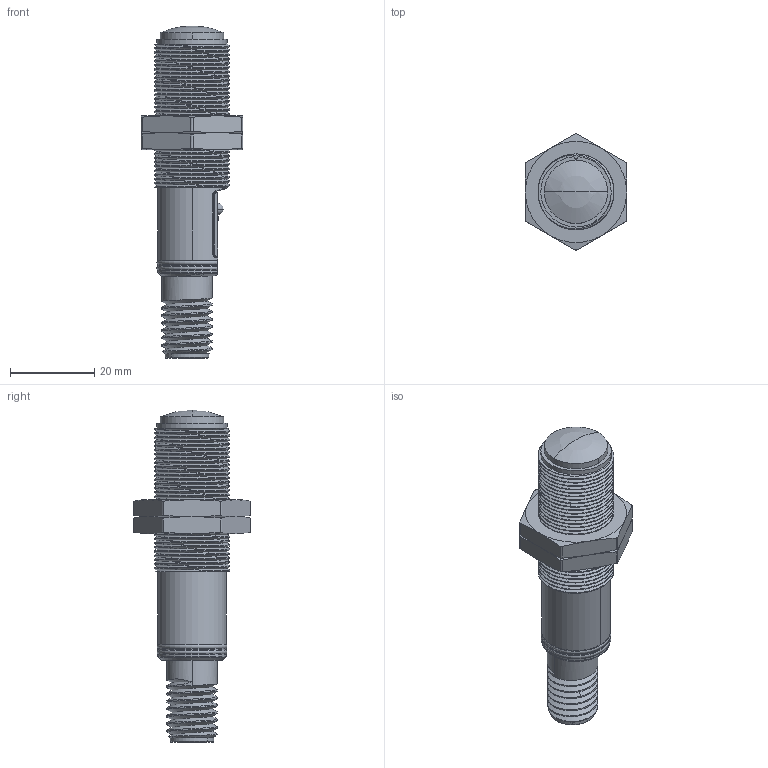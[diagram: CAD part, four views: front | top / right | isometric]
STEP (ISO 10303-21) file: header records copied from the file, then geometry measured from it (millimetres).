
FILE_DESCRIPTION((''),'2;1');
FILE_NAME('8000_SERIE_TOP_ASSY_ASM','2020-09-18T14:03:41',('jss'),(''),'CREO PARAMETRIC BY PTC INC, 2019080','CREO PARAMETRIC BY PTC INC, 2019080','');
FILE_SCHEMA(('AUTOMOTIVE_DESIGN { 1 0 10303 214 1 1 1 1 }'));
Length unit declared in the file: millimetre
Products named in the file (8): NUT-TB45_01; 4_PINS; TS_J_CONTROL; MG_J_THREAD; SENSOR_VAULT; TS_J_SMR77XX_SUB_ASM; CONNECTOR_BLOCK_1LED; 8000_SERIE_TOP_ASSY_ASM
Assembly tree (8 placements, depth 3):
  8000_SERIE_TOP_ASSY_ASM
    NUT-TB45_01  x2
    4_PINS
    TS_J_SMR77XX_SUB_ASM
      TS_J_CONTROL
      MG_J_THREAD
      SENSOR_VAULT
    CONNECTOR_BLOCK_1LED
Bounding box: 24 x 27.56 x 78.69 mm (x, y, z)
Volume: 16325.5 mm3; surface area: 10899.3 mm2
Topology: 7 solids, 7 shells, 323 faces, 856 edges, 548 vertices
Faces by surface type: cylinder 154, plane 73, bspline 42, cone 29, sphere 14, torus 11
Entity records: 32763 total; most frequent: CARTESIAN_POINT 22085, DIRECTION 1621, ORIENTED_EDGE 1520, EDGE_CURVE 760, AXIS2_PLACEMENT_3D 616, PRESENTATION_STYLE_ASSIGNMENT 504, STYLED_ITEM 488, VERTEX_POINT 488
